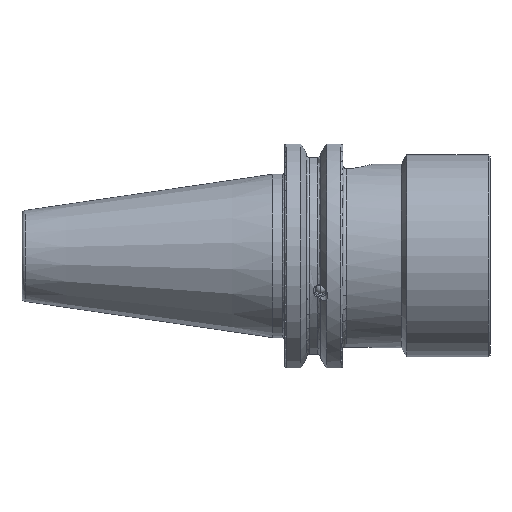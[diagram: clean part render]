
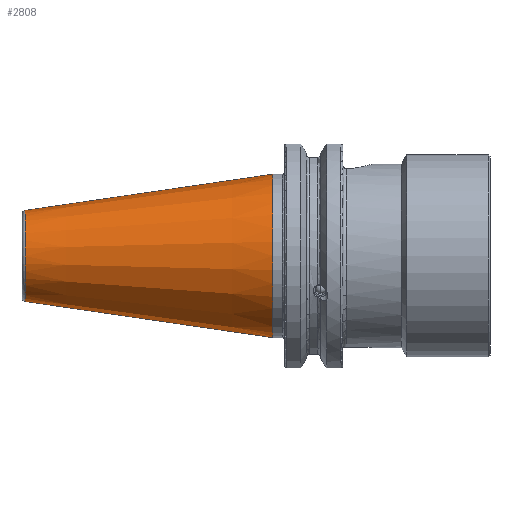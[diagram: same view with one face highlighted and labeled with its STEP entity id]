
A CAD part, front view. The second image highlights one B-rep face of the part: STEP entity #2808.
In plain terms, the highlighted conical face has half-angle 8.297 degrees and reference radius 22.225 mm.
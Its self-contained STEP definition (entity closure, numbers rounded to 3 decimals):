
#328 = DIRECTION ( 'NONE',  ( 0., 0., 1. ) ) ;
#382 = CARTESIAN_POINT ( 'NONE',  ( 0., 0., -22.225 ) ) ;
#565 = CONICAL_SURFACE ( 'NONE', #1683, 22.225, 0.145 ) ;
#657 = CIRCLE ( 'NONE', #1066, 12.397 ) ;
#772 = FACE_OUTER_BOUND ( 'NONE', #7074, .T. ) ;
#974 = VECTOR ( 'NONE', #4975, 1000. ) ;
#1057 = DIRECTION ( 'NONE',  ( -1., 0., 0. ) ) ;
#1066 = AXIS2_PLACEMENT_3D ( 'NONE', #5310, #1057, #6013 ) ;
#1439 = VECTOR ( 'NONE', #4641, 1000. ) ;
#1608 = ORIENTED_EDGE ( 'NONE', *, *, #8519, .F. ) ;
#1683 = AXIS2_PLACEMENT_3D ( 'NONE', #7589, #1882, #4681 ) ;
#1882 = DIRECTION ( 'NONE',  ( 1., 0., 0. ) ) ;
#2144 = VERTEX_POINT ( 'NONE', #6634 ) ;
#2808 = ADVANCED_FACE ( 'NONE', ( #772 ), #565, .T. ) ;
#2865 = ORIENTED_EDGE ( 'NONE', *, *, #3742, .F. ) ;
#2876 = LINE ( 'NONE', #6407, #974 ) ;
#3283 = EDGE_CURVE ( 'NONE', #4736, #8184, #8795, .T. ) ;
#3742 = EDGE_CURVE ( 'NONE', #4736, #4613, #657, .T. ) ;
#4511 = ORIENTED_EDGE ( 'NONE', *, *, #8150, .T. ) ;
#4532 = CARTESIAN_POINT ( 'NONE',  ( -67.394, 0., -12.397 ) ) ;
#4578 = DIRECTION ( 'NONE',  ( -1., 0., 0. ) ) ;
#4613 = VERTEX_POINT ( 'NONE', #8657 ) ;
#4641 = DIRECTION ( 'NONE',  ( 0.99, 0., -0.144 ) ) ;
#4681 = DIRECTION ( 'NONE',  ( 0., 0., -1. ) ) ;
#4736 = VERTEX_POINT ( 'NONE', #4532 ) ;
#4975 = DIRECTION ( 'NONE',  ( 0.99, 0., 0.144 ) ) ;
#5086 = CIRCLE ( 'NONE', #7118, 22.225 ) ;
#5310 = CARTESIAN_POINT ( 'NONE',  ( -67.394, 0., 0. ) ) ;
#6013 = DIRECTION ( 'NONE',  ( 0., 0., 1. ) ) ;
#6407 = CARTESIAN_POINT ( 'NONE',  ( 0., 0., 22.225 ) ) ;
#6634 = CARTESIAN_POINT ( 'NONE',  ( 0., 0., 22.225 ) ) ;
#6761 = CARTESIAN_POINT ( 'NONE',  ( 0., 0., -22.225 ) ) ;
#6832 = ORIENTED_EDGE ( 'NONE', *, *, #3283, .T. ) ;
#7074 = EDGE_LOOP ( 'NONE', ( #1608, #2865, #6832, #4511 ) ) ;
#7118 = AXIS2_PLACEMENT_3D ( 'NONE', #8862, #4578, #328 ) ;
#7589 = CARTESIAN_POINT ( 'NONE',  ( 0., 0., 0. ) ) ;
#8150 = EDGE_CURVE ( 'NONE', #8184, #2144, #5086, .T. ) ;
#8184 = VERTEX_POINT ( 'NONE', #6761 ) ;
#8519 = EDGE_CURVE ( 'NONE', #4613, #2144, #2876, .T. ) ;
#8657 = CARTESIAN_POINT ( 'NONE',  ( -67.394, 0., 12.397 ) ) ;
#8795 = LINE ( 'NONE', #382, #1439 ) ;
#8862 = CARTESIAN_POINT ( 'NONE',  ( 0., 0., 0. ) ) ;
